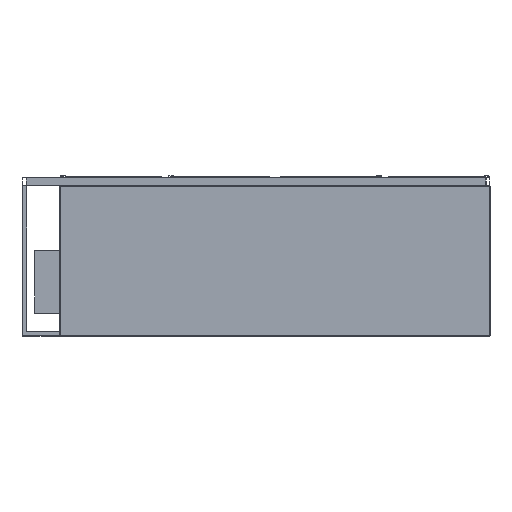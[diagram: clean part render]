
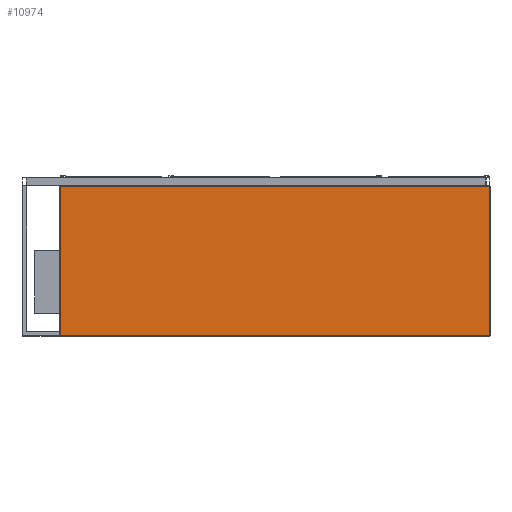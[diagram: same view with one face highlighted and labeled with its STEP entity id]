
A CAD part, front view. The second image highlights one B-rep face of the part: STEP entity #10974.
In plain terms, the highlighted planar face has unit normal (0, -1, 0).
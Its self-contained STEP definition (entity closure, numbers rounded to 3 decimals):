
#52 = LINE ( 'NONE', #1677, #18786 ) ;
#726 = DIRECTION ( 'NONE',  ( 0., -1., 0. ) ) ;
#1526 = VECTOR ( 'NONE', #15881, 1000. ) ;
#1677 = CARTESIAN_POINT ( 'NONE',  ( 1028., -355., -760. ) ) ;
#2036 = LINE ( 'NONE', #5231, #3394 ) ;
#2253 = DIRECTION ( 'NONE',  ( 0., 0., -1. ) ) ;
#3394 = VECTOR ( 'NONE', #11484, 1000. ) ;
#3675 = PLANE ( 'NONE',  #3897 ) ;
#3897 = AXIS2_PLACEMENT_3D ( 'NONE', #14658, #726, #2253 ) ;
#4418 = CARTESIAN_POINT ( 'NONE',  ( -1030., -355., -42. ) ) ;
#5231 = CARTESIAN_POINT ( 'NONE',  ( -1028., -355., -760. ) ) ;
#6701 = ORIENTED_EDGE ( 'NONE', *, *, #16048, .T. ) ;
#8235 = VERTEX_POINT ( 'NONE', #17139 ) ;
#8816 = ORIENTED_EDGE ( 'NONE', *, *, #14292, .T. ) ;
#9839 = FACE_OUTER_BOUND ( 'NONE', #14832, .T. ) ;
#10623 = EDGE_CURVE ( 'NONE', #13924, #12674, #18319, .T. ) ;
#10757 = VECTOR ( 'NONE', #18121, 1000. ) ;
#10974 = ADVANCED_FACE ( 'Fl�che8', ( #9839 ), #3675, .T. ) ;
#10991 = CARTESIAN_POINT ( 'NONE',  ( 1028., -355., -758. ) ) ;
#11484 = DIRECTION ( 'NONE',  ( 0., 0., -1. ) ) ;
#12674 = VERTEX_POINT ( 'NONE', #14632 ) ;
#13924 = VERTEX_POINT ( 'NONE', #18900 ) ;
#14292 = EDGE_CURVE ( 'NONE', #15990, #13924, #52, .T. ) ;
#14632 = CARTESIAN_POINT ( 'NONE',  ( -1028., -355., -42. ) ) ;
#14658 = CARTESIAN_POINT ( 'NONE',  ( -1030., -355., -760. ) ) ;
#14832 = EDGE_LOOP ( 'NONE', ( #15352, #14969, #6701, #8816 ) ) ;
#14969 = ORIENTED_EDGE ( 'NONE', *, *, #18478, .T. ) ;
#15352 = ORIENTED_EDGE ( 'NONE', *, *, #10623, .T. ) ;
#15881 = DIRECTION ( 'NONE',  ( 1., 0., 0. ) ) ;
#15990 = VERTEX_POINT ( 'NONE', #10991 ) ;
#15997 = CARTESIAN_POINT ( 'NONE',  ( -1030., -355., -758. ) ) ;
#16048 = EDGE_CURVE ( 'NONE', #8235, #15990, #17621, .T. ) ;
#17139 = CARTESIAN_POINT ( 'NONE',  ( -1028., -355., -758. ) ) ;
#17621 = LINE ( 'NONE', #15997, #1526 ) ;
#18121 = DIRECTION ( 'NONE',  ( -1., 0., 0. ) ) ;
#18319 = LINE ( 'NONE', #4418, #10757 ) ;
#18478 = EDGE_CURVE ( 'NONE', #12674, #8235, #2036, .T. ) ;
#18786 = VECTOR ( 'NONE', #18959, 1000. ) ;
#18900 = CARTESIAN_POINT ( 'NONE',  ( 1028., -355., -42. ) ) ;
#18959 = DIRECTION ( 'NONE',  ( 0., 0., 1. ) ) ;
